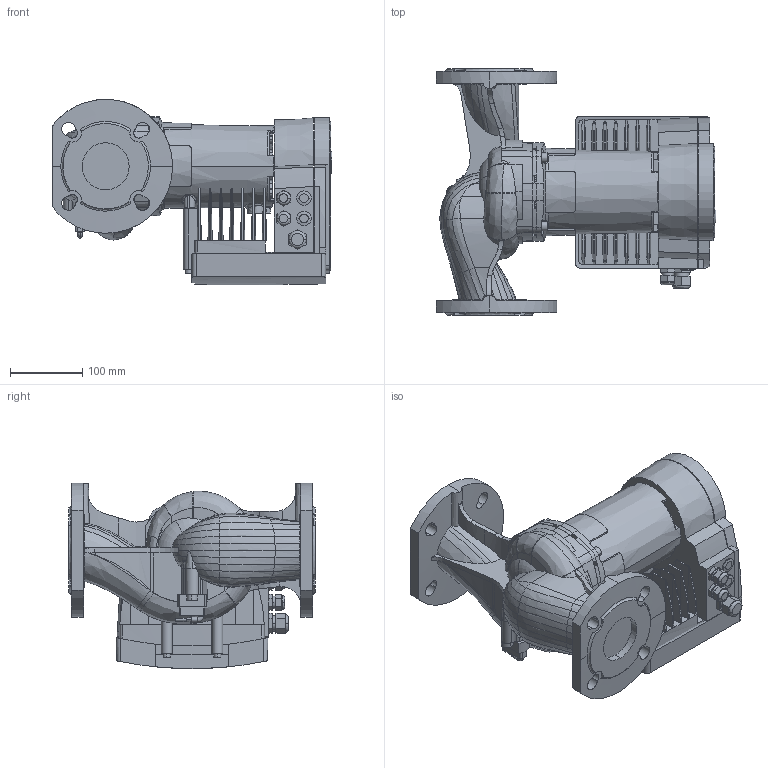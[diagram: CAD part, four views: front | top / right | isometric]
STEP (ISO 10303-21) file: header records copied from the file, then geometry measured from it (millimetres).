
FILE_DESCRIPTION (( 'STEP AP214' ), '1' );
FILE_NAME ('ModulA 65-12 340 RED.STEP', '2014-07-15T11:16:24', ( '' ), ( '' ), 'SwSTEP 2.0', 'SolidWorks 2011', '' );
FILE_SCHEMA (( 'AUTOMOTIVE_DESIGN' ));
Length unit declared in the file: millimetre
Products named in the file (1): ModulA 65-12 340 RED
Bounding box: 386.6 x 340 x 256 mm (x, y, z)
Volume: 10233852.2 mm3; surface area: 929319.6 mm2
Topology: 12 solids, 13 shells, 1455 faces, 3871 edges, 2477 vertices
Faces by surface type: plane 481, bspline 478, cylinder 315, cone 137, torus 40, sphere 4
Entity records: 98877 total; most frequent: CARTESIAN_POINT 51098, ORIENTED_EDGE 7682, DIRECTION 4891, EDGE_CURVE 3841, VERTEX_POINT 2477, AXIS2_PLACEMENT_3D 1753, EDGE_LOOP 1544, B_SPLINE_CURVE_WITH_KNOTS 1512
